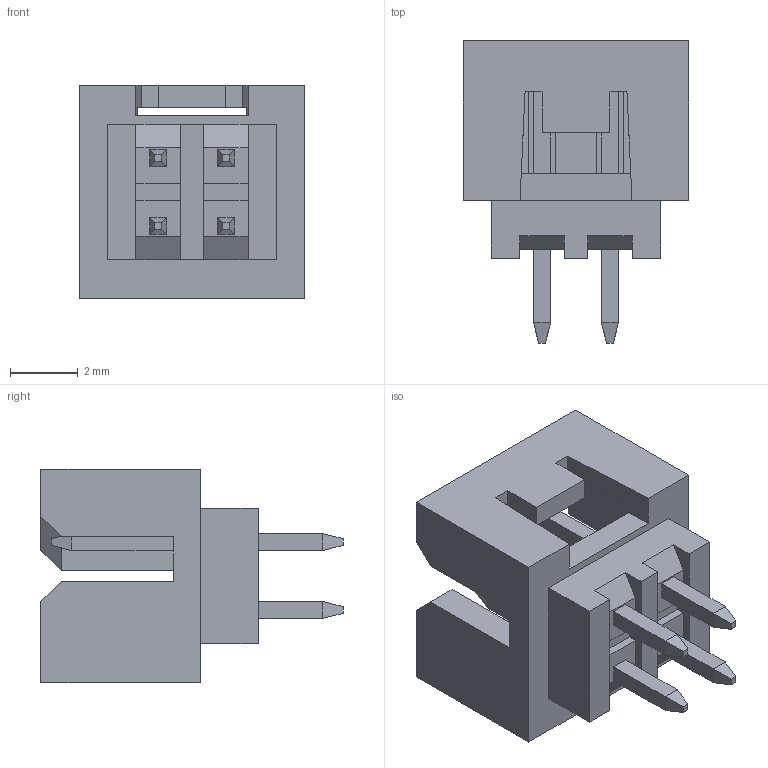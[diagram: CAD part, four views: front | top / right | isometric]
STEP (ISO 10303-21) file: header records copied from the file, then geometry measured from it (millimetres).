
FILE_DESCRIPTION((''),'2;1');
FILE_NAME('878310441','2014-01-31T',('me'),(''),'PRO/ENGINEER BY PARAMETRIC TECHNOLOGY CORPORATION, 2011490','PRO/ENGINEER BY PARAMETRIC TECHNOLOGY CORPORATION, 2011490','');
FILE_SCHEMA(('CONFIG_CONTROL_DESIGN'));
Length unit declared in the file: millimetre
Products named in the file (1): 878310441
Bounding box: 6.65 x 8.9 x 6.3 mm (x, y, z)
Volume: 124 mm3; surface area: 347.7 mm2
Topology: 1 solids, 1 shells, 149 faces, 388 edges, 248 vertices
Faces by surface type: plane 149
Entity records: 4465 total; most frequent: CARTESIAN_POINT 778, ORIENTED_EDGE 760, DIRECTION 696, VECTOR 380, LINE 380, EDGE_CURVE 380, VERTEX_POINT 240, AXIS2_PLACEMENT_3D 158
